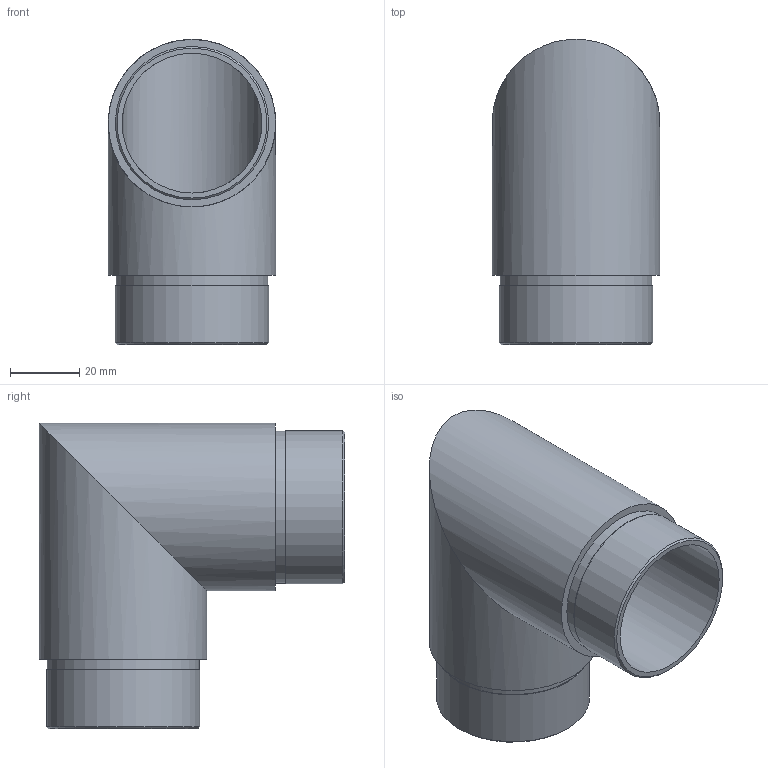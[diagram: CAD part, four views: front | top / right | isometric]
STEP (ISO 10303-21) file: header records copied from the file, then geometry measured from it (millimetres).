
FILE_DESCRIPTION (( 'STEP AP203' ), '1' );
FILE_NAME ('56172-320.step', '2020-02-24T13:03:24', ( '' ), ( '' ), 'SwSTEP 2.0', 'SolidWorks 2015', '' );
FILE_SCHEMA (( 'CONFIG_CONTROL_DESIGN' ));
Length unit declared in the file: millimetre
Products named in the file (2): 56172-320
Bounding box: 48.3 x 88 x 88 mm (x, y, z)
Volume: 58974.2 mm3; surface area: 36169.5 mm2
Topology: 1 solids, 1 shells, 232 faces, 613 edges, 409 vertices
Faces by surface type: plane 100, bspline 100, cylinder 30, cone 2
Full cylindrical faces by diameter (mm): 40.3 x2, 43.8 x2, 44.2 x2, 48.3 x2
Entity records: 11121 total; most frequent: CARTESIAN_POINT 5966, ORIENTED_EDGE 1196, DIRECTION 728, EDGE_CURVE 598, VERTEX_POINT 404, VECTOR 276, LINE 276, EDGE_LOOP 270
